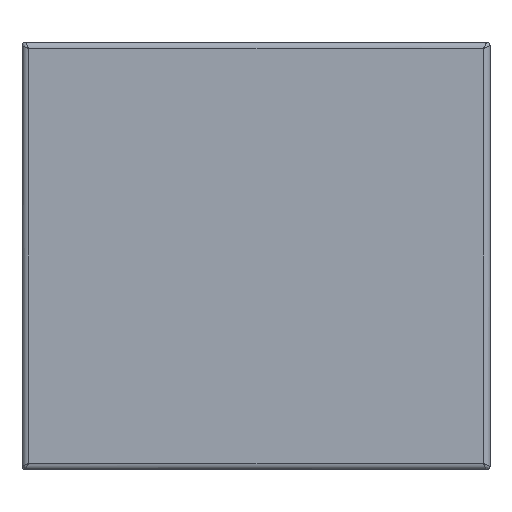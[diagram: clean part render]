
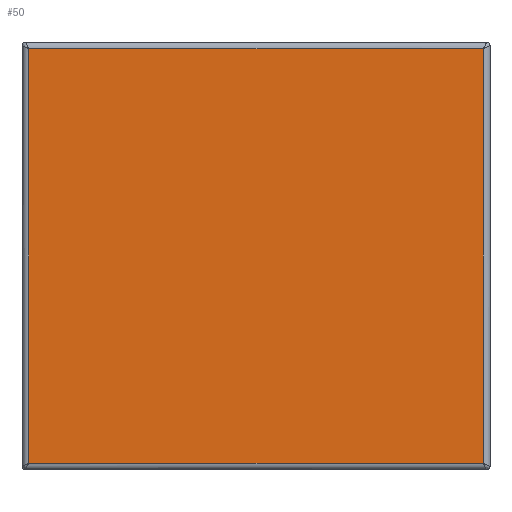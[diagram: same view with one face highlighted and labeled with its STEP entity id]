
A CAD part, left-side view. The second image highlights one B-rep face of the part: STEP entity #50.
In plain terms, the highlighted planar face has unit normal (-1, 0, 0).
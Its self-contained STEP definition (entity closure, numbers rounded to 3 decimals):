
#41 = VECTOR ( 'NONE', #594, 1000. ) ;
#42 = VECTOR ( 'NONE', #1909, 1000. ) ;
#50 = ADVANCED_FACE ( 'NONE', ( #992 ), #2606, .F. ) ;
#175 = DIRECTION ( 'NONE',  ( 0., 1., 0. ) ) ;
#297 = CARTESIAN_POINT ( 'NONE',  ( -2.25, 0., -1.55 ) ) ;
#369 = VERTEX_POINT ( 'NONE', #1693 ) ;
#385 = CARTESIAN_POINT ( 'NONE',  ( -2.25, 3.5, 1.55 ) ) ;
#500 = DIRECTION ( 'NONE',  ( 0., -1., 0. ) ) ;
#590 = LINE ( 'NONE', #1263, #42 ) ;
#594 = DIRECTION ( 'NONE',  ( 0., 0., -1. ) ) ;
#623 = EDGE_CURVE ( 'NONE', #1030, #369, #2325, .T. ) ;
#730 = VERTEX_POINT ( 'NONE', #2455 ) ;
#783 = DIRECTION ( 'NONE',  ( 1., 0., 0. ) ) ;
#792 = DIRECTION ( 'NONE',  ( 0., 0., 1. ) ) ;
#797 = CARTESIAN_POINT ( 'NONE',  ( -2.25, 3.45, 1.55 ) ) ;
#806 = EDGE_CURVE ( 'NONE', #849, #730, #590, .T. ) ;
#845 = CARTESIAN_POINT ( 'NONE',  ( -2.25, 0., 0. ) ) ;
#849 = VERTEX_POINT ( 'NONE', #1284 ) ;
#992 = FACE_OUTER_BOUND ( 'NONE', #1662, .T. ) ;
#1030 = VERTEX_POINT ( 'NONE', #797 ) ;
#1170 = ORIENTED_EDGE ( 'NONE', *, *, #1958, .T. ) ;
#1176 = VECTOR ( 'NONE', #500, 1000. ) ;
#1263 = CARTESIAN_POINT ( 'NONE',  ( -2.25, 0.05, 1.6 ) ) ;
#1284 = CARTESIAN_POINT ( 'NONE',  ( -2.25, 0.05, -1.55 ) ) ;
#1337 = VECTOR ( 'NONE', #175, 1000. ) ;
#1381 = CARTESIAN_POINT ( 'NONE',  ( -2.25, 3.45, -1.6 ) ) ;
#1429 = AXIS2_PLACEMENT_3D ( 'NONE', #845, #783, #792 ) ;
#1662 = EDGE_LOOP ( 'NONE', ( #1170, #2062, #2452, #1955 ) ) ;
#1693 = CARTESIAN_POINT ( 'NONE',  ( -2.25, 3.45, -1.55 ) ) ;
#1901 = LINE ( 'NONE', #385, #1337 ) ;
#1909 = DIRECTION ( 'NONE',  ( 0., 0., 1. ) ) ;
#1955 = ORIENTED_EDGE ( 'NONE', *, *, #806, .T. ) ;
#1958 = EDGE_CURVE ( 'NONE', #730, #1030, #1901, .T. ) ;
#2062 = ORIENTED_EDGE ( 'NONE', *, *, #623, .T. ) ;
#2287 = EDGE_CURVE ( 'NONE', #369, #849, #2505, .T. ) ;
#2325 = LINE ( 'NONE', #1381, #41 ) ;
#2452 = ORIENTED_EDGE ( 'NONE', *, *, #2287, .T. ) ;
#2455 = CARTESIAN_POINT ( 'NONE',  ( -2.25, 0.05, 1.55 ) ) ;
#2505 = LINE ( 'NONE', #297, #1176 ) ;
#2606 = PLANE ( 'NONE',  #1429 ) ;
